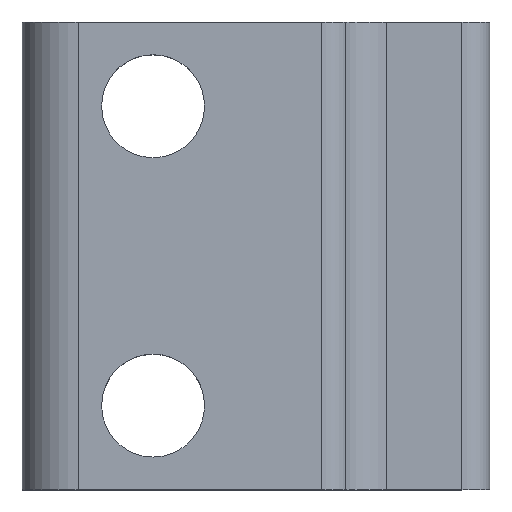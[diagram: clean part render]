
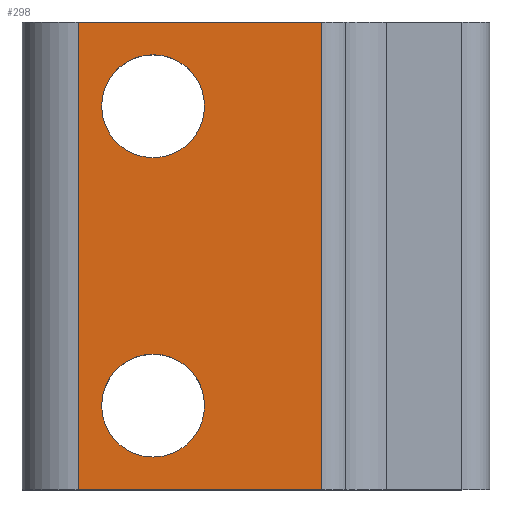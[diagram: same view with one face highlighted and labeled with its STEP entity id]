
A CAD part, top view. The second image highlights one B-rep face of the part: STEP entity #298.
In plain terms, the highlighted planar face has unit normal (0, 0, 1).
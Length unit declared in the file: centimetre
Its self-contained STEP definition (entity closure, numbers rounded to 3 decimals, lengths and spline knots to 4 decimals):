
#111=VECTOR('',#338,1.);
#118=VECTOR('',#360,1.);
#120=VECTOR('',#367,1.);
#121=VECTOR('',#368,1.);
#127=LINE('',#398,#111);
#134=LINE('',#423,#118);
#136=LINE('',#430,#120);
#137=LINE('',#432,#121);
#146=VERTEX_POINT('',#397);
#147=VERTEX_POINT('',#399);
#156=VERTEX_POINT('',#422);
#157=VERTEX_POINT('',#427);
#158=VERTEX_POINT('',#429);
#159=VERTEX_POINT('',#431);
#170=CIRCLE('',#319,0.275);
#171=CIRCLE('',#320,0.275);
#178=EDGE_CURVE('',#146,#147,#127,.T.);
#190=EDGE_CURVE('',#156,#146,#134,.T.);
#192=EDGE_CURVE('',#157,#157,#170,.T.);
#193=EDGE_CURVE('',#158,#158,#171,.T.);
#194=EDGE_CURVE('',#159,#156,#136,.T.);
#195=EDGE_CURVE('',#147,#159,#137,.T.);
#224=ORIENTED_EDGE('',*,*,#192,.T.);
#225=ORIENTED_EDGE('',*,*,#193,.T.);
#226=ORIENTED_EDGE('',*,*,#190,.F.);
#227=ORIENTED_EDGE('',*,*,#194,.F.);
#228=ORIENTED_EDGE('',*,*,#195,.F.);
#229=ORIENTED_EDGE('',*,*,#178,.F.);
#264=EDGE_LOOP('',(#224));
#265=EDGE_LOOP('',(#225));
#266=EDGE_LOOP('',(#226,#227,#228,#229));
#282=FACE_BOUND('',#264,.T.);
#283=FACE_BOUND('',#265,.T.);
#284=FACE_BOUND('',#266,.T.);
#298=ADVANCED_FACE('',(#282,#283,#284),#450,.T.);
#318=AXIS2_PLACEMENT_3D('',#425,#362,$);
#319=AXIS2_PLACEMENT_3D('',#426,#363,#364);
#320=AXIS2_PLACEMENT_3D('',#428,#365,#366);
#338=DIRECTION('',(-1.,0.,0.));
#360=DIRECTION('',(0.,-1.,0.));
#362=DIRECTION('',(0.,0.,1.));
#363=DIRECTION('',(0.,0.,-1.));
#364=DIRECTION('',(0.275,0.,0.));
#365=DIRECTION('',(0.,0.,-1.));
#366=DIRECTION('',(0.275,0.,0.));
#367=DIRECTION('',(1.,0.,0.));
#368=DIRECTION('',(0.,1.,0.));
#397=CARTESIAN_POINT('',(0.3485,-1.25,0.5));
#398=CARTESIAN_POINT('',(-1.25,-1.25,0.5));
#399=CARTESIAN_POINT('',(-0.95,-1.25,0.5));
#422=CARTESIAN_POINT('',(0.3485,1.25,0.5));
#423=CARTESIAN_POINT('',(0.3485,1.1604,0.5));
#425=CARTESIAN_POINT('',(0.,0.,0.5));
#426=CARTESIAN_POINT('',(-0.55,-0.8,0.5));
#427=CARTESIAN_POINT('',(-0.825,-0.8,0.5));
#428=CARTESIAN_POINT('',(-0.55,0.8,0.5));
#429=CARTESIAN_POINT('',(-0.825,0.8,0.5));
#430=CARTESIAN_POINT('',(1.25,1.25,0.5));
#431=CARTESIAN_POINT('',(-0.95,1.25,0.5));
#432=CARTESIAN_POINT('',(-0.95,0.,0.5));
#450=PLANE('',#318);
